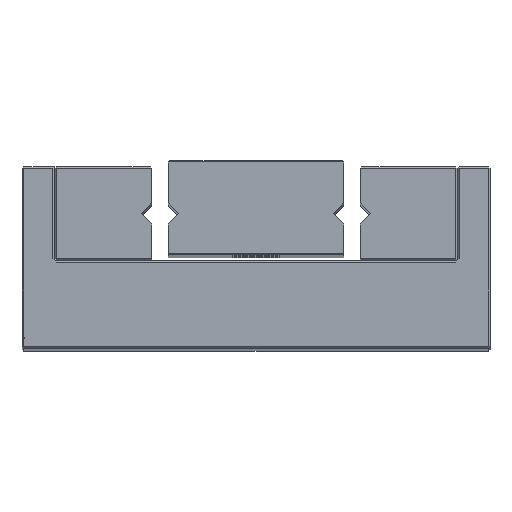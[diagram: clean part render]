
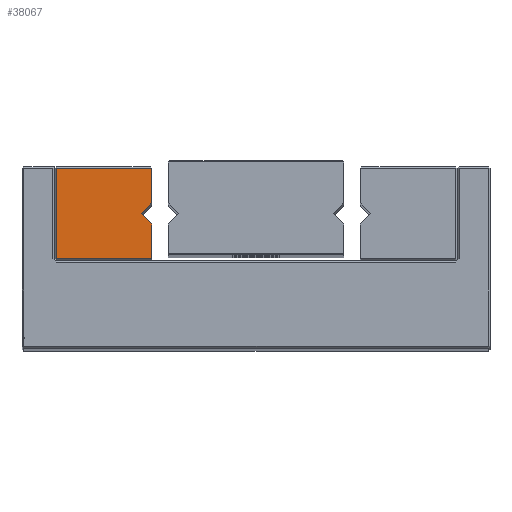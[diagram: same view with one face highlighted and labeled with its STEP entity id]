
A CAD part, top view. The second image highlights one B-rep face of the part: STEP entity #38067.
In plain terms, the highlighted planar face has unit normal (0, 0, 1).
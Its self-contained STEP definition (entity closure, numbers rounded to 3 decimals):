
#37667 = PLANE('',#37668);
#37668 = AXIS2_PLACEMENT_3D('',#37669,#37670,#37671);
#37669 = CARTESIAN_POINT('',(-8.9,15.5,0.));
#37670 = DIRECTION('',(1.,0.,0.));
#37671 = DIRECTION('',(0.,-1.,0.));
#37692 = VERTEX_POINT('',#37693);
#37693 = CARTESIAN_POINT('',(-8.9,15.35,155.));
#37719 = EDGE_CURVE('',#37692,#37720,#37722,.T.);
#37720 = VERTEX_POINT('',#37721);
#37721 = CARTESIAN_POINT('',(-8.9,12.4,155.));
#37722 = SURFACE_CURVE('',#37723,(#37727,#37734),.PCURVE_S1.);
#37723 = LINE('',#37724,#37725);
#37724 = CARTESIAN_POINT('',(-8.9,15.5,155.));
#37725 = VECTOR('',#37726,1.);
#37726 = DIRECTION('',(0.,-1.,0.));
#37727 = PCURVE('',#37667,#37728);
#37728 = DEFINITIONAL_REPRESENTATION('',(#37729),#37733);
#37729 = LINE('',#37730,#37731);
#37730 = CARTESIAN_POINT('',(0.,-155.));
#37731 = VECTOR('',#37732,1.);
#37732 = DIRECTION('',(1.,0.));
#37733 = ( GEOMETRIC_REPRESENTATION_CONTEXT(2) 
PARAMETRIC_REPRESENTATION_CONTEXT() REPRESENTATION_CONTEXT('2D SPACE',''
  ) );
#37734 = PCURVE('',#37735,#37740);
#37735 = PLANE('',#37736);
#37736 = AXIS2_PLACEMENT_3D('',#37737,#37738,#37739);
#37737 = CARTESIAN_POINT('',(-8.9,15.5,155.));
#37738 = DIRECTION('',(0.,0.,1.));
#37739 = DIRECTION('',(1.,0.,0.));
#37740 = DEFINITIONAL_REPRESENTATION('',(#37741),#37745);
#37741 = LINE('',#37742,#37743);
#37742 = CARTESIAN_POINT('',(0.,0.));
#37743 = VECTOR('',#37744,1.);
#37744 = DIRECTION('',(0.,-1.));
#37745 = ( GEOMETRIC_REPRESENTATION_CONTEXT(2) 
PARAMETRIC_REPRESENTATION_CONTEXT() REPRESENTATION_CONTEXT('2D SPACE',''
  ) );
#37761 = PLANE('',#37762);
#37762 = AXIS2_PLACEMENT_3D('',#37763,#37764,#37765);
#37763 = CARTESIAN_POINT('',(-8.9,12.4,0.));
#37764 = DIRECTION('',(0.707,-0.707,0.));
#37765 = DIRECTION('',(-0.707,-0.707,0.));
#37877 = PLANE('',#37878);
#37878 = AXIS2_PLACEMENT_3D('',#37879,#37880,#37881);
#37879 = CARTESIAN_POINT('',(-8.9,10.6,0.));
#37880 = DIRECTION('',(1.,0.,0.));
#37881 = DIRECTION('',(0.,-1.,0.));
#37905 = PLANE('',#37906);
#37906 = AXIS2_PLACEMENT_3D('',#37907,#37908,#37909);
#37907 = CARTESIAN_POINT('',(-9.8,11.5,0.));
#37908 = DIRECTION('',(0.707,0.707,0.));
#37909 = DIRECTION('',(0.707,-0.707,0.));
#37981 = PLANE('',#37982);
#37982 = AXIS2_PLACEMENT_3D('',#37983,#37984,#37985);
#37983 = CARTESIAN_POINT('',(-17.2,15.425,154.925));
#37984 = DIRECTION('',(0.,0.707,0.707
    ));
#37985 = DIRECTION('',(-1.,0.,0.));
#38023 = EDGE_CURVE('',#37720,#38024,#38026,.T.);
#38024 = VERTEX_POINT('',#38025);
#38025 = CARTESIAN_POINT('',(-9.8,11.5,155.));
#38026 = SURFACE_CURVE('',#38027,(#38031,#38038),.PCURVE_S1.);
#38027 = LINE('',#38028,#38029);
#38028 = CARTESIAN_POINT('',(-8.9,12.4,155.));
#38029 = VECTOR('',#38030,1.);
#38030 = DIRECTION('',(-0.707,-0.707,0.));
#38031 = PCURVE('',#37761,#38032);
#38032 = DEFINITIONAL_REPRESENTATION('',(#38033),#38037);
#38033 = LINE('',#38034,#38035);
#38034 = CARTESIAN_POINT('',(0.,-155.));
#38035 = VECTOR('',#38036,1.);
#38036 = DIRECTION('',(1.,0.));
#38037 = ( GEOMETRIC_REPRESENTATION_CONTEXT(2) 
PARAMETRIC_REPRESENTATION_CONTEXT() REPRESENTATION_CONTEXT('2D SPACE',''
  ) );
#38038 = PCURVE('',#37735,#38039);
#38039 = DEFINITIONAL_REPRESENTATION('',(#38040),#38044);
#38040 = LINE('',#38041,#38042);
#38041 = CARTESIAN_POINT('',(0.,-3.1));
#38042 = VECTOR('',#38043,1.);
#38043 = DIRECTION('',(-0.707,-0.707));
#38044 = ( GEOMETRIC_REPRESENTATION_CONTEXT(2) 
PARAMETRIC_REPRESENTATION_CONTEXT() REPRESENTATION_CONTEXT('2D SPACE',''
  ) );
#38067 = ADVANCED_FACE('',(#38068),#37735,.T.);
#38068 = FACE_BOUND('',#38069,.T.);
#38069 = EDGE_LOOP('',(#38070,#38071,#38094,#38122,#38150,#38173,#38194)
  );
#38070 = ORIENTED_EDGE('',*,*,#37719,.F.);
#38071 = ORIENTED_EDGE('',*,*,#38072,.F.);
#38072 = EDGE_CURVE('',#38073,#37692,#38075,.T.);
#38073 = VERTEX_POINT('',#38074);
#38074 = CARTESIAN_POINT('',(-17.05,15.35,155.));
#38075 = SURFACE_CURVE('',#38076,(#38080,#38087),.PCURVE_S1.);
#38076 = LINE('',#38077,#38078);
#38077 = CARTESIAN_POINT('',(-17.2,15.35,155.));
#38078 = VECTOR('',#38079,1.);
#38079 = DIRECTION('',(1.,0.,0.));
#38080 = PCURVE('',#37735,#38081);
#38081 = DEFINITIONAL_REPRESENTATION('',(#38082),#38086);
#38082 = LINE('',#38083,#38084);
#38083 = CARTESIAN_POINT('',(-8.3,-0.15));
#38084 = VECTOR('',#38085,1.);
#38085 = DIRECTION('',(1.,0.));
#38086 = ( GEOMETRIC_REPRESENTATION_CONTEXT(2) 
PARAMETRIC_REPRESENTATION_CONTEXT() REPRESENTATION_CONTEXT('2D SPACE',''
  ) );
#38087 = PCURVE('',#37981,#38088);
#38088 = DEFINITIONAL_REPRESENTATION('',(#38089),#38093);
#38089 = LINE('',#38090,#38091);
#38090 = CARTESIAN_POINT('',(0.,0.106));
#38091 = VECTOR('',#38092,1.);
#38092 = DIRECTION('',(-1.,0.));
#38093 = ( GEOMETRIC_REPRESENTATION_CONTEXT(2) 
PARAMETRIC_REPRESENTATION_CONTEXT() REPRESENTATION_CONTEXT('2D SPACE',''
  ) );
#38094 = ORIENTED_EDGE('',*,*,#38095,.F.);
#38095 = EDGE_CURVE('',#38096,#38073,#38098,.T.);
#38096 = VERTEX_POINT('',#38097);
#38097 = CARTESIAN_POINT('',(-17.05,7.65,155.));
#38098 = SURFACE_CURVE('',#38099,(#38103,#38110),.PCURVE_S1.);
#38099 = LINE('',#38100,#38101);
#38100 = CARTESIAN_POINT('',(-17.05,7.5,155.));
#38101 = VECTOR('',#38102,1.);
#38102 = DIRECTION('',(0.,1.,0.));
#38103 = PCURVE('',#37735,#38104);
#38104 = DEFINITIONAL_REPRESENTATION('',(#38105),#38109);
#38105 = LINE('',#38106,#38107);
#38106 = CARTESIAN_POINT('',(-8.15,-8.));
#38107 = VECTOR('',#38108,1.);
#38108 = DIRECTION('',(0.,1.));
#38109 = ( GEOMETRIC_REPRESENTATION_CONTEXT(2) 
PARAMETRIC_REPRESENTATION_CONTEXT() REPRESENTATION_CONTEXT('2D SPACE',''
  ) );
#38110 = PCURVE('',#38111,#38116);
#38111 = PLANE('',#38112);
#38112 = AXIS2_PLACEMENT_3D('',#38113,#38114,#38115);
#38113 = CARTESIAN_POINT('',(-17.125,7.5,154.925));
#38114 = DIRECTION('',(-0.707,0.,0.707));
#38115 = DIRECTION('',(0.,-1.,0.));
#38116 = DEFINITIONAL_REPRESENTATION('',(#38117),#38121);
#38117 = LINE('',#38118,#38119);
#38118 = CARTESIAN_POINT('',(0.,0.106));
#38119 = VECTOR('',#38120,1.);
#38120 = DIRECTION('',(-1.,0.));
#38121 = ( GEOMETRIC_REPRESENTATION_CONTEXT(2) 
PARAMETRIC_REPRESENTATION_CONTEXT() REPRESENTATION_CONTEXT('2D SPACE',''
  ) );
#38122 = ORIENTED_EDGE('',*,*,#38123,.F.);
#38123 = EDGE_CURVE('',#38124,#38096,#38126,.T.);
#38124 = VERTEX_POINT('',#38125);
#38125 = CARTESIAN_POINT('',(-8.9,7.65,155.));
#38126 = SURFACE_CURVE('',#38127,(#38131,#38138),.PCURVE_S1.);
#38127 = LINE('',#38128,#38129);
#38128 = CARTESIAN_POINT('',(-8.9,7.65,155.));
#38129 = VECTOR('',#38130,1.);
#38130 = DIRECTION('',(-1.,0.,0.));
#38131 = PCURVE('',#37735,#38132);
#38132 = DEFINITIONAL_REPRESENTATION('',(#38133),#38137);
#38133 = LINE('',#38134,#38135);
#38134 = CARTESIAN_POINT('',(0.,-7.85));
#38135 = VECTOR('',#38136,1.);
#38136 = DIRECTION('',(-1.,0.));
#38137 = ( GEOMETRIC_REPRESENTATION_CONTEXT(2) 
PARAMETRIC_REPRESENTATION_CONTEXT() REPRESENTATION_CONTEXT('2D SPACE',''
  ) );
#38138 = PCURVE('',#38139,#38144);
#38139 = PLANE('',#38140);
#38140 = AXIS2_PLACEMENT_3D('',#38141,#38142,#38143);
#38141 = CARTESIAN_POINT('',(-8.9,7.575,154.925));
#38142 = DIRECTION('',(0.,-0.707,
    0.707));
#38143 = DIRECTION('',(1.,0.,0.));
#38144 = DEFINITIONAL_REPRESENTATION('',(#38145),#38149);
#38145 = LINE('',#38146,#38147);
#38146 = CARTESIAN_POINT('',(0.,0.106));
#38147 = VECTOR('',#38148,1.);
#38148 = DIRECTION('',(-1.,0.));
#38149 = ( GEOMETRIC_REPRESENTATION_CONTEXT(2) 
PARAMETRIC_REPRESENTATION_CONTEXT() REPRESENTATION_CONTEXT('2D SPACE',''
  ) );
#38150 = ORIENTED_EDGE('',*,*,#38151,.F.);
#38151 = EDGE_CURVE('',#38152,#38124,#38154,.T.);
#38152 = VERTEX_POINT('',#38153);
#38153 = CARTESIAN_POINT('',(-8.9,10.6,155.));
#38154 = SURFACE_CURVE('',#38155,(#38159,#38166),.PCURVE_S1.);
#38155 = LINE('',#38156,#38157);
#38156 = CARTESIAN_POINT('',(-8.9,10.6,155.));
#38157 = VECTOR('',#38158,1.);
#38158 = DIRECTION('',(0.,-1.,0.));
#38159 = PCURVE('',#37735,#38160);
#38160 = DEFINITIONAL_REPRESENTATION('',(#38161),#38165);
#38161 = LINE('',#38162,#38163);
#38162 = CARTESIAN_POINT('',(0.,-4.9));
#38163 = VECTOR('',#38164,1.);
#38164 = DIRECTION('',(0.,-1.));
#38165 = ( GEOMETRIC_REPRESENTATION_CONTEXT(2) 
PARAMETRIC_REPRESENTATION_CONTEXT() REPRESENTATION_CONTEXT('2D SPACE',''
  ) );
#38166 = PCURVE('',#37877,#38167);
#38167 = DEFINITIONAL_REPRESENTATION('',(#38168),#38172);
#38168 = LINE('',#38169,#38170);
#38169 = CARTESIAN_POINT('',(0.,-155.));
#38170 = VECTOR('',#38171,1.);
#38171 = DIRECTION('',(1.,0.));
#38172 = ( GEOMETRIC_REPRESENTATION_CONTEXT(2) 
PARAMETRIC_REPRESENTATION_CONTEXT() REPRESENTATION_CONTEXT('2D SPACE',''
  ) );
#38173 = ORIENTED_EDGE('',*,*,#38174,.F.);
#38174 = EDGE_CURVE('',#38024,#38152,#38175,.T.);
#38175 = SURFACE_CURVE('',#38176,(#38180,#38187),.PCURVE_S1.);
#38176 = LINE('',#38177,#38178);
#38177 = CARTESIAN_POINT('',(-9.8,11.5,155.));
#38178 = VECTOR('',#38179,1.);
#38179 = DIRECTION('',(0.707,-0.707,0.));
#38180 = PCURVE('',#37735,#38181);
#38181 = DEFINITIONAL_REPRESENTATION('',(#38182),#38186);
#38182 = LINE('',#38183,#38184);
#38183 = CARTESIAN_POINT('',(-0.9,-4.));
#38184 = VECTOR('',#38185,1.);
#38185 = DIRECTION('',(0.707,-0.707));
#38186 = ( GEOMETRIC_REPRESENTATION_CONTEXT(2) 
PARAMETRIC_REPRESENTATION_CONTEXT() REPRESENTATION_CONTEXT('2D SPACE',''
  ) );
#38187 = PCURVE('',#37905,#38188);
#38188 = DEFINITIONAL_REPRESENTATION('',(#38189),#38193);
#38189 = LINE('',#38190,#38191);
#38190 = CARTESIAN_POINT('',(0.,-155.));
#38191 = VECTOR('',#38192,1.);
#38192 = DIRECTION('',(1.,0.));
#38193 = ( GEOMETRIC_REPRESENTATION_CONTEXT(2) 
PARAMETRIC_REPRESENTATION_CONTEXT() REPRESENTATION_CONTEXT('2D SPACE',''
  ) );
#38194 = ORIENTED_EDGE('',*,*,#38023,.F.);
